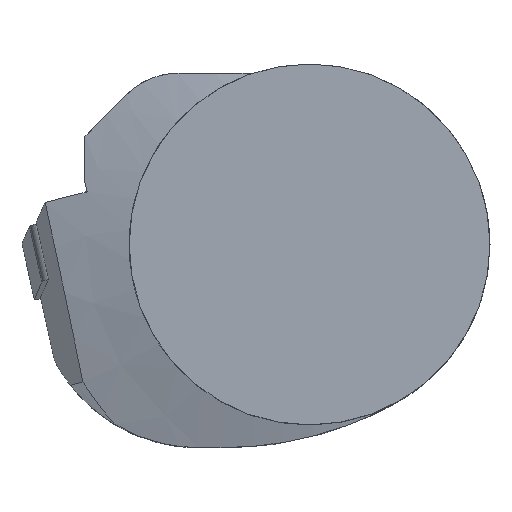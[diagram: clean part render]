
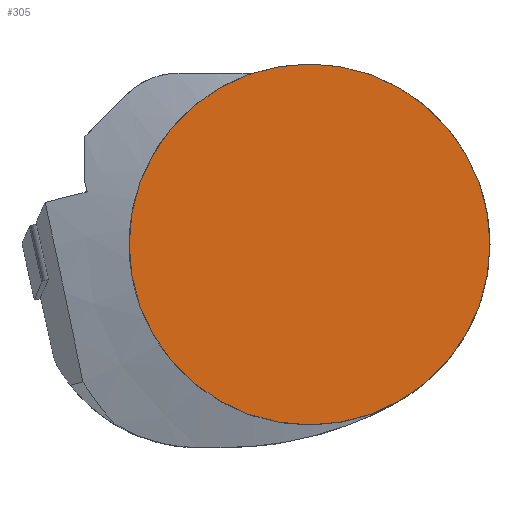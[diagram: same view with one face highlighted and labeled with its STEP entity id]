
A CAD part, top view. The second image highlights one B-rep face of the part: STEP entity #305.
In plain terms, the highlighted planar face has unit normal (0, 0, 1).
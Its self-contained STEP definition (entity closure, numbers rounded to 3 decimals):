
#200=FACE_OUTER_BOUND('',#454,.T.);
#305=ADVANCED_FACE('',(#200),#371,.T.);
#371=PLANE('',#1744);
#454=EDGE_LOOP('',(#797));
#515=CIRCLE('',#1684,20.);
#797=ORIENTED_EDGE('',*,*,#1208,.T.);
#1055=VERTEX_POINT('',#2296);
#1208=EDGE_CURVE('',#1055,#1055,#515,.T.);
#1684=AXIS2_PLACEMENT_3D('',#2295,#1878,#1879);
#1744=AXIS2_PLACEMENT_3D('',#2530,#2045,#2046);
#1878=DIRECTION('',(0.,0.,1.));
#1879=DIRECTION('',(1.,0.,0.));
#2045=DIRECTION('',(0.,0.,1.));
#2046=DIRECTION('',(1.,0.,0.));
#2295=CARTESIAN_POINT('',(0.,0.,0.));
#2296=CARTESIAN_POINT('',(20.,0.,0.));
#2530=CARTESIAN_POINT('',(0.,0.,0.));
